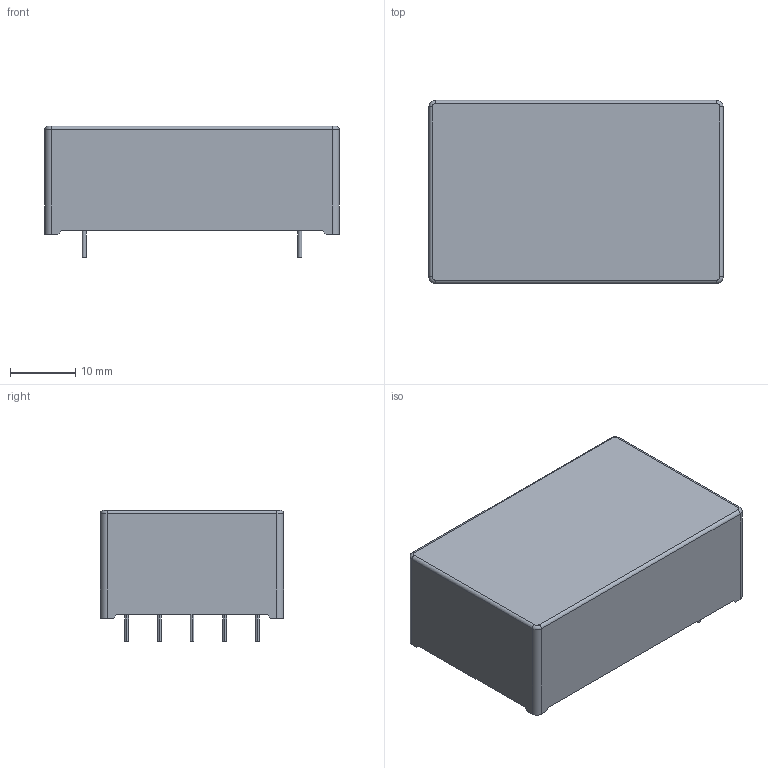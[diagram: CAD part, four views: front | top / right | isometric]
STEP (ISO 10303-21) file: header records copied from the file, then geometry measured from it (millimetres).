
FILE_DESCRIPTION((''),'2;1');
FILE_NAME('FIL_SCHAFFNER_FN 402-1.6-02.stp','2012-10-17T09:15:33',(''),(''),'Mechanical Desktop 2011','Mechanical Desktop 2011',', , ');
FILE_SCHEMA(('AUTOMOTIVE_DESIGN { 1 2 10303 214 1 1 1 1 }'));
Length unit declared in the file: millimetre
Products named in the file (1): Product
Bounding box: 45 x 28 x 20.1 mm (x, y, z)
Volume: 20148 mm3; surface area: 4852.7 mm2
Topology: 6 solids, 6 shells, 62 faces, 142 edges, 92 vertices
Faces by surface type: plane 36, cylinder 22, torus 4
Entity records: 1797 total; most frequent: DIRECTION 316, CARTESIAN_POINT 297, ORIENTED_EDGE 284, EDGE_CURVE 142, AXIS2_PLACEMENT_3D 111, VECTOR 94, LINE 94, VERTEX_POINT 92
